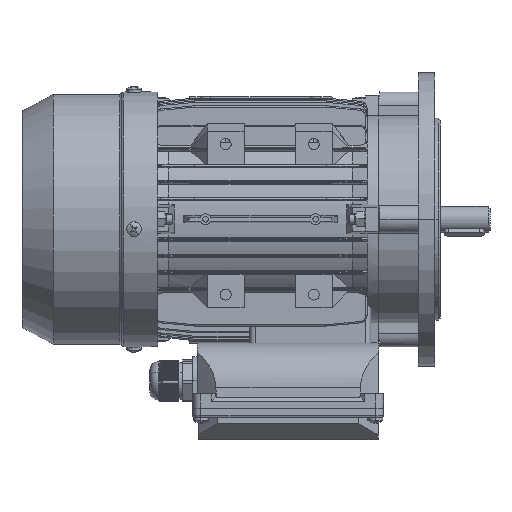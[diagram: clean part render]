
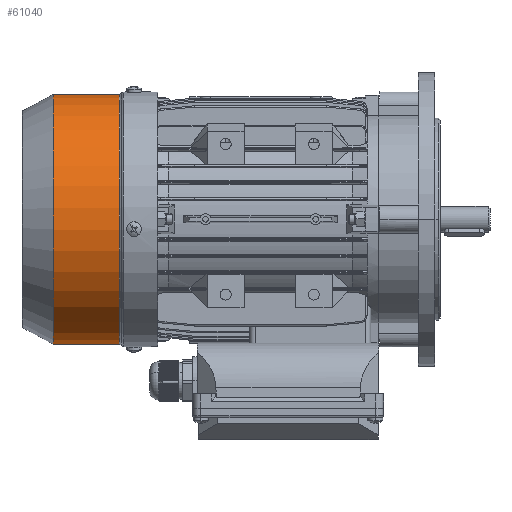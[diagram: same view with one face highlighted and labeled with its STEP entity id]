
A CAD part, left-side view. The second image highlights one B-rep face of the part: STEP entity #61040.
In plain terms, the highlighted cylindrical face has radius 68.3 mm (diameter 136.6 mm), a partial arc.
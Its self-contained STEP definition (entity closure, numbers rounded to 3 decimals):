
#60970 = EDGE_CURVE ( 'NONE', #61049, #61005, #78815, .T. ) ;
#60973 = ORIENTED_EDGE ( 'NONE', *, *, #60975, .F. ) ;
#60975 = EDGE_CURVE ( 'NONE', #61011, #61005, #78794, .T. ) ;
#60977 = ORIENTED_EDGE ( 'NONE', *, *, #60980, .F. ) ;
#60980 = EDGE_CURVE ( 'NONE', #61046, #61011, #78770, .T. ) ;
#61005 = VERTEX_POINT ( 'NONE', #78896 ) ;
#61011 = VERTEX_POINT ( 'NONE', #79011 ) ;
#61040 = ADVANCED_FACE ( 'NONE', ( #79158 ), #79149, .T. ) ;
#61041 = EDGE_LOOP ( 'NONE', ( #61043, #61052, #60973, #60977 ) ) ;
#61043 = ORIENTED_EDGE ( 'NONE', *, *, #61045, .T. ) ;
#61045 = EDGE_CURVE ( 'NONE', #61046, #61049, #79139, .T. ) ;
#61046 = VERTEX_POINT ( 'NONE', #79131 ) ;
#61049 = VERTEX_POINT ( 'NONE', #79111 ) ;
#61052 = ORIENTED_EDGE ( 'NONE', *, *, #60970, .T. ) ;
#78765 = DIRECTION ( 'NONE',  ( -1., 0., 0. ) ) ;
#78767 = VECTOR ( 'NONE', #78765, 1000. ) ;
#78768 = CARTESIAN_POINT ( 'NONE',  ( 0., 0., 68.3 ) ) ;
#78770 = LINE ( 'NONE', #78768, #78767 ) ;
#78787 = DIRECTION ( 'NONE',  ( 0., 0., 1. ) ) ;
#78789 = DIRECTION ( 'NONE',  ( -1., 0., 0. ) ) ;
#78791 = CARTESIAN_POINT ( 'NONE',  ( 20.992, 0., 0. ) ) ;
#78792 = AXIS2_PLACEMENT_3D ( 'NONE', #78791, #78789, #78787 ) ;
#78794 = CIRCLE ( 'NONE', #78792, 68.3 ) ;
#78810 = DIRECTION ( 'NONE',  ( -1., 0., 0. ) ) ;
#78811 = VECTOR ( 'NONE', #78810, 1000. ) ;
#78813 = CARTESIAN_POINT ( 'NONE',  ( 0., 0., -68.3 ) ) ;
#78815 = LINE ( 'NONE', #78813, #78811 ) ;
#78896 = CARTESIAN_POINT ( 'NONE',  ( 20.992, 0., -68.3 ) ) ;
#79011 = CARTESIAN_POINT ( 'NONE',  ( 20.992, 0., 68.3 ) ) ;
#79111 = CARTESIAN_POINT ( 'NONE',  ( 57., 0., -68.3 ) ) ;
#79131 = CARTESIAN_POINT ( 'NONE',  ( 57., 0., 68.3 ) ) ;
#79133 = DIRECTION ( 'NONE',  ( 0., 0., 1. ) ) ;
#79135 = DIRECTION ( 'NONE',  ( -1., 0., 0. ) ) ;
#79136 = CARTESIAN_POINT ( 'NONE',  ( 57., 0., 0. ) ) ;
#79138 = AXIS2_PLACEMENT_3D ( 'NONE', #79136, #79135, #79133 ) ;
#79139 = CIRCLE ( 'NONE', #79138, 68.3 ) ;
#79144 = DIRECTION ( 'NONE',  ( 0., 0., 1. ) ) ;
#79146 = DIRECTION ( 'NONE',  ( -1., 0., 0. ) ) ;
#79148 = AXIS2_PLACEMENT_3D ( 'NONE', #79156, #79146, #79144 ) ;
#79149 = CYLINDRICAL_SURFACE ( 'NONE', #79148, 68.3 ) ;
#79156 = CARTESIAN_POINT ( 'NONE',  ( 0., 0., 0. ) ) ;
#79158 = FACE_OUTER_BOUND ( 'NONE', #61041, .T. ) ;
